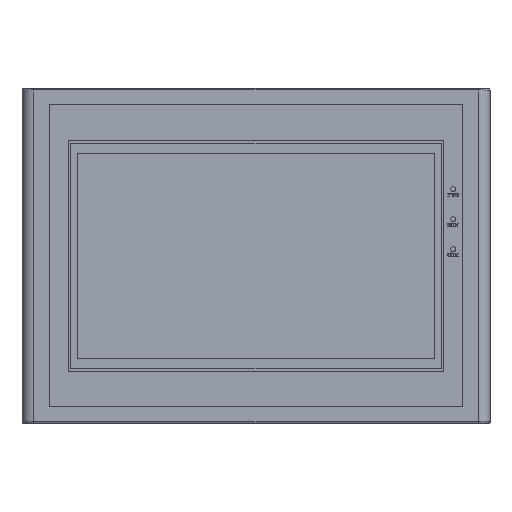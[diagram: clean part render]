
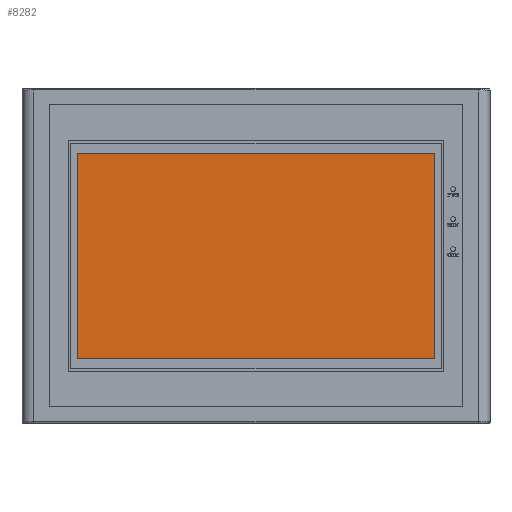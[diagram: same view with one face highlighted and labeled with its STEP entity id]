
A CAD part, top view. The second image highlights one B-rep face of the part: STEP entity #8282.
In plain terms, the highlighted planar face has unit normal (0, 0, 1).
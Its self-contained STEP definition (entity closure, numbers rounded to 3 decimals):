
#544=FACE_OUTER_BOUND('',#987,.T.);
#987=EDGE_LOOP('',(#7353,#7354,#7355,#7356));
#2078=LINE('',#13146,#3180);
#2081=LINE('',#13152,#3183);
#2084=LINE('',#13158,#3186);
#2087=LINE('',#13162,#3189);
#3180=VECTOR('',#10748,10.);
#3183=VECTOR('',#10753,10.);
#3186=VECTOR('',#10758,10.);
#3189=VECTOR('',#10763,10.);
#3965=VERTEX_POINT('',#13143);
#3966=VERTEX_POINT('',#13145);
#3968=VERTEX_POINT('',#13151);
#3970=VERTEX_POINT('',#13157);
#5100=EDGE_CURVE('',#3966,#3965,#2078,.T.);
#5103=EDGE_CURVE('',#3968,#3966,#2081,.T.);
#5106=EDGE_CURVE('',#3970,#3968,#2084,.T.);
#5109=EDGE_CURVE('',#3965,#3970,#2087,.T.);
#7353=ORIENTED_EDGE('',*,*,#5109,.T.);
#7354=ORIENTED_EDGE('',*,*,#5106,.T.);
#7355=ORIENTED_EDGE('',*,*,#5103,.T.);
#7356=ORIENTED_EDGE('',*,*,#5100,.T.);
#7880=PLANE('',#8774);
#8282=ADVANCED_FACE('',(#544),#7880,.T.);
#8774=AXIS2_PLACEMENT_3D('',#13163,#10764,#10765);
#10748=DIRECTION('',(0.,-1.,0.));
#10753=DIRECTION('',(-1.,0.,0.));
#10758=DIRECTION('',(0.,1.,0.));
#10763=DIRECTION('',(1.,0.,0.));
#10764=DIRECTION('center_axis',(0.,0.,1.));
#10765=DIRECTION('ref_axis',(1.,0.,0.));
#13143=CARTESIAN_POINT('',(-77.5,-44.5,38.));
#13145=CARTESIAN_POINT('',(-77.5,44.5,38.));
#13146=CARTESIAN_POINT('',(-77.5,44.5,38.));
#13151=CARTESIAN_POINT('',(77.5,44.5,38.));
#13152=CARTESIAN_POINT('',(77.5,44.5,38.));
#13157=CARTESIAN_POINT('',(77.5,-44.5,38.));
#13158=CARTESIAN_POINT('',(77.5,-44.5,38.));
#13162=CARTESIAN_POINT('',(-77.5,-44.5,38.));
#13163=CARTESIAN_POINT('Origin',(0.,0.,38.));
